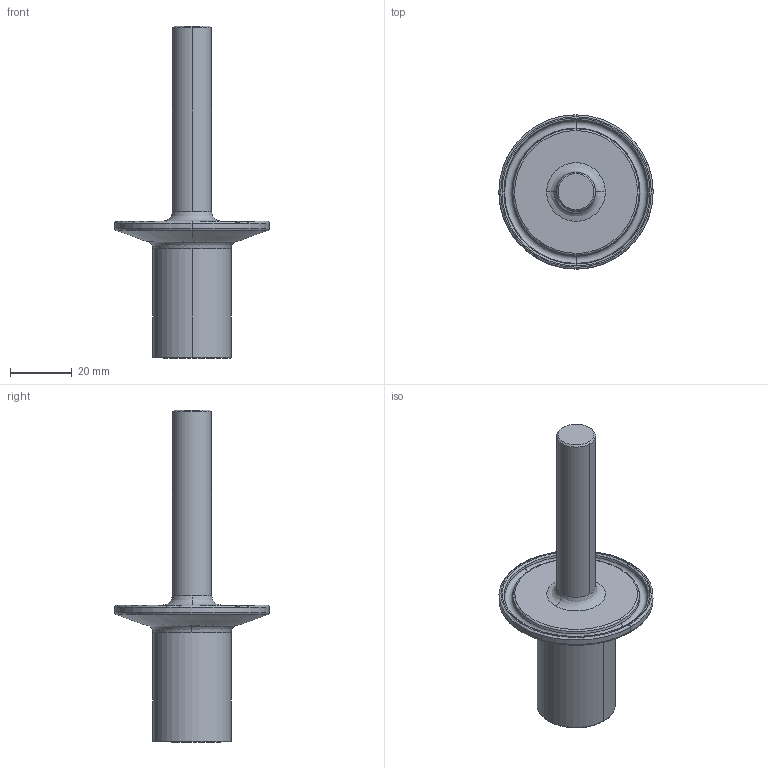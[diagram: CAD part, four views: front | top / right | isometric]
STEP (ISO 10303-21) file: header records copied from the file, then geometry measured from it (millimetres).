
FILE_DESCRIPTION (( 'STEP AP214' ), '1' );
FILE_NAME ('STW04-01.STEP', '2021-06-09T12:27:34', ( '' ), ( '' ), 'SwSTEP 2.0', 'SolidWorks 2017', '' );
FILE_SCHEMA (( 'AUTOMOTIVE_DESIGN' ));
Length unit declared in the file: inch
Products named in the file (1): STW04-01
Bounding box: 50.16 x 50.16 x 107.95 mm (x, y, z)
Volume: 28414.1 mm3; surface area: 13067.3 mm2
Topology: 1 solids, 1 shells, 45 faces, 105 edges, 64 vertices
Faces by surface type: cone 14, cylinder 10, torus 10, bspline 6, plane 5
Entity records: 2984 total; most frequent: CARTESIAN_POINT 1961, DIRECTION 210, ORIENTED_EDGE 206, EDGE_CURVE 103, AXIS2_PLACEMENT_3D 93, VERTEX_POINT 64, CIRCLE 53, EDGE_LOOP 49
